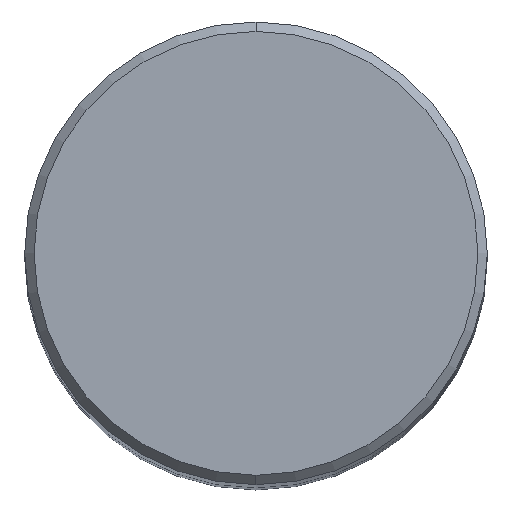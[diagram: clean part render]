
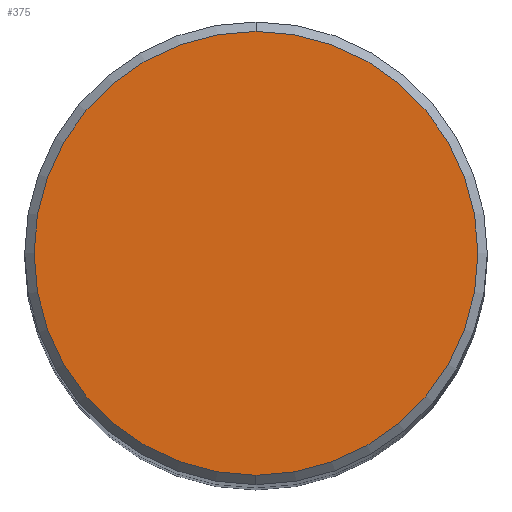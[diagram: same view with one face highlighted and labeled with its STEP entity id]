
A CAD part, top view. The second image highlights one B-rep face of the part: STEP entity #375.
In plain terms, the highlighted planar face has unit normal (0, 0, 1).
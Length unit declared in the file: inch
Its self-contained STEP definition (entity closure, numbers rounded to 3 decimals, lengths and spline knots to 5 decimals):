
#16 = FACE_OUTER_BOUND ( 'NONE', #76, .T. ) ;
#40 = AXIS2_PLACEMENT_3D ( 'NONE', #401, #210, #117 ) ;
#44 = ORIENTED_EDGE ( 'NONE', *, *, #397, .T. ) ;
#46 = ORIENTED_EDGE ( 'NONE', *, *, #123, .T. ) ;
#71 = CARTESIAN_POINT ( 'NONE',  ( 0., 0.47215, 0. ) ) ;
#75 = CARTESIAN_POINT ( 'NONE',  ( 0., 0., 0. ) ) ;
#76 = EDGE_LOOP ( 'NONE', ( #44, #46 ) ) ;
#89 = DIRECTION ( 'NONE',  ( 0., 0., 1. ) ) ;
#116 = CARTESIAN_POINT ( 'NONE',  ( 0., 0., 0. ) ) ;
#117 = DIRECTION ( 'NONE',  ( 0., 1., 0. ) ) ;
#123 = EDGE_CURVE ( 'NONE', #275, #240, #350, .T. ) ;
#154 = CARTESIAN_POINT ( 'NONE',  ( 0., -0.47215, 0. ) ) ;
#175 = AXIS2_PLACEMENT_3D ( 'NONE', #116, #297, #211 ) ;
#210 = DIRECTION ( 'NONE',  ( 0., 0., -1. ) ) ;
#211 = DIRECTION ( 'NONE',  ( 0., -1., 0. ) ) ;
#240 = VERTEX_POINT ( 'NONE', #71 ) ;
#275 = VERTEX_POINT ( 'NONE', #154 ) ;
#297 = DIRECTION ( 'NONE',  ( 0., 0., 1. ) ) ;
#339 = DIRECTION ( 'NONE',  ( 0., -1., 0. ) ) ;
#341 = CIRCLE ( 'NONE', #389, 0.47215 ) ;
#350 = CIRCLE ( 'NONE', #175, 0.47215 ) ;
#366 = PLANE ( 'NONE',  #40 ) ;
#375 = ADVANCED_FACE ( 'NONE', ( #16 ), #366, .F. ) ;
#389 = AXIS2_PLACEMENT_3D ( 'NONE', #75, #89, #339 ) ;
#397 = EDGE_CURVE ( 'NONE', #240, #275, #341, .T. ) ;
#401 = CARTESIAN_POINT ( 'NONE',  ( 0., 0.47215, 0. ) ) ;
